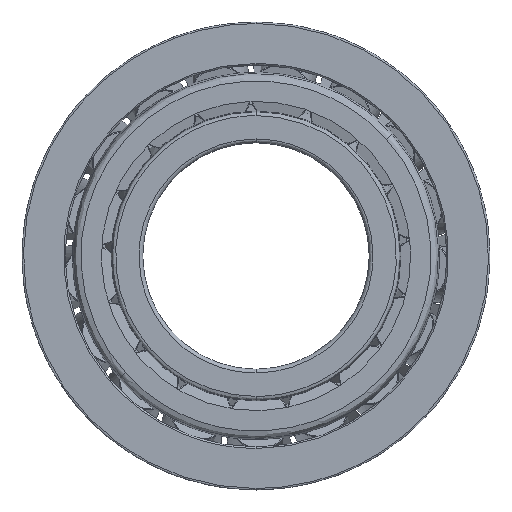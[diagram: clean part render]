
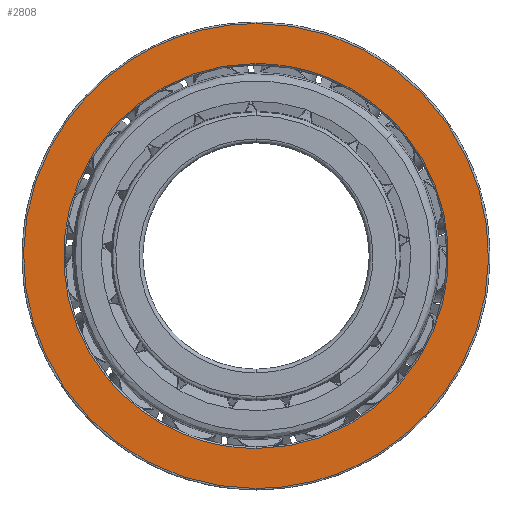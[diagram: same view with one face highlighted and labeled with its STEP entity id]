
A CAD part, front view. The second image highlights one B-rep face of the part: STEP entity #2808.
In plain terms, the highlighted planar face has unit normal (0, -1, 0).
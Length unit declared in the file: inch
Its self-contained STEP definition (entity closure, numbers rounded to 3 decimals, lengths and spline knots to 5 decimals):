
#56 = EDGE_LOOP ( 'NONE', ( #6599, #6059 ) ) ;
#240 = FACE_BOUND ( 'NONE', #56, .T. ) ;
#641 =( BOUNDED_CURVE ( )  B_SPLINE_CURVE ( 3, ( #657, #4450, #4489, #5060 ),
 .UNSPECIFIED., .F., .T. ) 
 B_SPLINE_CURVE_WITH_KNOTS ( ( 4, 4 ),
 ( 0., 1. ),
 .UNSPECIFIED. ) 
 CURVE ( )  GEOMETRIC_REPRESENTATION_ITEM ( )  RATIONAL_B_SPLINE_CURVE ( ( 1., 0.333, 0.333, 1. ) ) 
 REPRESENTATION_ITEM ( '' )  );
#657 = CARTESIAN_POINT ( 'NONE',  ( 1.82684, -0.30808, 3.65354 ) ) ;
#712 = CARTESIAN_POINT ( 'NONE',  ( 1.82684, -0.30808, 1.22835 ) ) ;
#974 = EDGE_CURVE ( 'NONE', #7047, #5626, #2012, .T. ) ;
#1058 = CARTESIAN_POINT ( 'NONE',  ( 1.82684, -0.30808, 1.22835 ) ) ;
#1810 = CARTESIAN_POINT ( 'NONE',  ( 1.82684, -0.30808, 3.65354 ) ) ;
#1882 = ORIENTED_EDGE ( 'NONE', *, *, #2887, .F. ) ;
#1915 = PLANE ( 'NONE',  #5151 ) ;
#2012 =( BOUNDED_CURVE ( )  B_SPLINE_CURVE ( 3, ( #2277, #7139, #5509, #2672 ),
 .UNSPECIFIED., .F., .T. ) 
 B_SPLINE_CURVE_WITH_KNOTS ( ( 4, 4 ),
 ( 0., 1. ),
 .UNSPECIFIED. ) 
 CURVE ( )  GEOMETRIC_REPRESENTATION_ITEM ( )  RATIONAL_B_SPLINE_CURVE ( ( 1., 0.333, 0.333, 1. ) ) 
 REPRESENTATION_ITEM ( '' )  );
#2277 = CARTESIAN_POINT ( 'NONE',  ( 1.82684, -0.30808, 1.43711 ) ) ;
#2334 = CARTESIAN_POINT ( 'NONE',  ( 1.82684, -0.30808, 1.43711 ) ) ;
#2390 = FACE_OUTER_BOUND ( 'NONE', #6348, .T. ) ;
#2610 = CARTESIAN_POINT ( 'NONE',  ( 1.82684, -0.30808, 3.44478 ) ) ;
#2672 = CARTESIAN_POINT ( 'NONE',  ( 1.82684, -0.30808, 3.44478 ) ) ;
#2808 = ADVANCED_FACE ( 'NONE', ( #2390, #240 ), #1915, .F. ) ;
#2887 = EDGE_CURVE ( 'NONE', #3302, #2944, #4171, .T. ) ;
#2944 = VERTEX_POINT ( 'NONE', #4250 ) ;
#3302 = VERTEX_POINT ( 'NONE', #1058 ) ;
#3347 = EDGE_CURVE ( 'NONE', #5626, #7047, #4891, .T. ) ;
#3432 = CARTESIAN_POINT ( 'NONE',  ( -0.59836, -0.30808, 3.65354 ) ) ;
#3843 = CARTESIAN_POINT ( 'NONE',  ( 1.82684, -0.30808, 3.44478 ) ) ;
#4171 =( BOUNDED_CURVE ( )  B_SPLINE_CURVE ( 3, ( #712, #6272, #3432, #1810 ),
 .UNSPECIFIED., .F., .T. ) 
 B_SPLINE_CURVE_WITH_KNOTS ( ( 4, 4 ),
 ( 0., 1. ),
 .UNSPECIFIED. ) 
 CURVE ( )  GEOMETRIC_REPRESENTATION_ITEM ( )  RATIONAL_B_SPLINE_CURVE ( ( 1., 0.333, 0.333, 1. ) ) 
 REPRESENTATION_ITEM ( '' )  );
#4250 = CARTESIAN_POINT ( 'NONE',  ( 1.82684, -0.30808, 3.65354 ) ) ;
#4450 = CARTESIAN_POINT ( 'NONE',  ( 4.25204, -0.30808, 3.65354 ) ) ;
#4489 = CARTESIAN_POINT ( 'NONE',  ( 4.25204, -0.30808, 1.22835 ) ) ;
#4666 = CARTESIAN_POINT ( 'NONE',  ( 1.82684, -0.30808, 1.43711 ) ) ;
#4891 =( BOUNDED_CURVE ( )  B_SPLINE_CURVE ( 3, ( #2610, #6532, #7018, #4666 ),
 .UNSPECIFIED., .F., .T. ) 
 B_SPLINE_CURVE_WITH_KNOTS ( ( 4, 4 ),
 ( 0., 1. ),
 .UNSPECIFIED. ) 
 CURVE ( )  GEOMETRIC_REPRESENTATION_ITEM ( )  RATIONAL_B_SPLINE_CURVE ( ( 1., 0.333, 0.333, 1. ) ) 
 REPRESENTATION_ITEM ( '' )  );
#5060 = CARTESIAN_POINT ( 'NONE',  ( 1.82684, -0.30808, 1.22835 ) ) ;
#5151 = AXIS2_PLACEMENT_3D ( 'NONE', #6785, #5728, #6306 ) ;
#5509 = CARTESIAN_POINT ( 'NONE',  ( 3.83451, -0.30808, 3.44478 ) ) ;
#5626 = VERTEX_POINT ( 'NONE', #3843 ) ;
#5728 = DIRECTION ( 'NONE',  ( 0., 1., 0. ) ) ;
#6059 = ORIENTED_EDGE ( 'NONE', *, *, #974, .F. ) ;
#6272 = CARTESIAN_POINT ( 'NONE',  ( -0.59836, -0.30808, 1.22835 ) ) ;
#6275 = ORIENTED_EDGE ( 'NONE', *, *, #7037, .F. ) ;
#6306 = DIRECTION ( 'NONE',  ( 0., 0., 1. ) ) ;
#6348 = EDGE_LOOP ( 'NONE', ( #1882, #6275 ) ) ;
#6532 = CARTESIAN_POINT ( 'NONE',  ( -0.18083, -0.30808, 3.44478 ) ) ;
#6599 = ORIENTED_EDGE ( 'NONE', *, *, #3347, .F. ) ;
#6785 = CARTESIAN_POINT ( 'NONE',  ( 0.82301, -0.30808, 2.44094 ) ) ;
#7018 = CARTESIAN_POINT ( 'NONE',  ( -0.18083, -0.30808, 1.43711 ) ) ;
#7037 = EDGE_CURVE ( 'NONE', #2944, #3302, #641, .T. ) ;
#7047 = VERTEX_POINT ( 'NONE', #2334 ) ;
#7139 = CARTESIAN_POINT ( 'NONE',  ( 3.83451, -0.30808, 1.43711 ) ) ;
